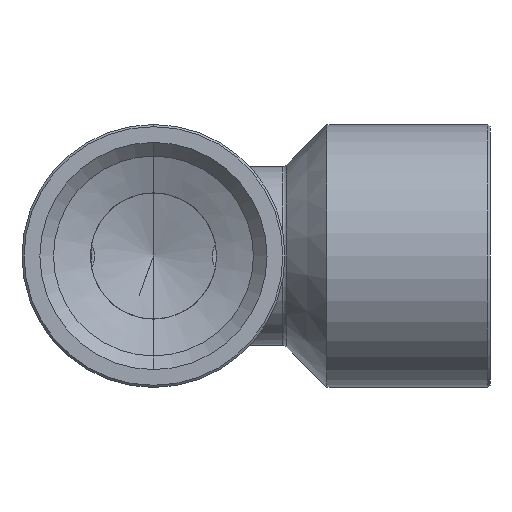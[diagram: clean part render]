
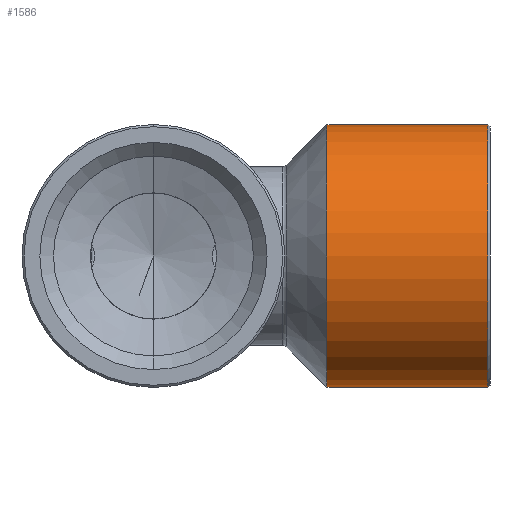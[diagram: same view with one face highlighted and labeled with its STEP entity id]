
A CAD part, front view. The second image highlights one B-rep face of the part: STEP entity #1586.
In plain terms, the highlighted cylindrical face has radius 12.5 mm (diameter 25 mm), a partial arc.
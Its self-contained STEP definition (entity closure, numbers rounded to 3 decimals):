
#132 = EDGE_LOOP ( 'NONE', ( #1193, #1194, #1190, #1196 ) ) ;
#295 = CIRCLE ( 'NONE', #296, 12.5 ) ;
#296 = AXIS2_PLACEMENT_3D ( 'NONE', #877, #878, #879 ) ;
#298 = CIRCLE ( 'NONE', #299, 12.5 ) ;
#299 = AXIS2_PLACEMENT_3D ( 'NONE', #888, #889, #890 ) ;
#352 = VECTOR ( 'NONE', #985, 1000. ) ;
#355 = VECTOR ( 'NONE', #990, 1000. ) ;
#372 = AXIS2_PLACEMENT_3D ( 'NONE', #1105, #1106, #1107 ) ;
#476 = CARTESIAN_POINT ( 'NONE',  ( 31.8, 0., -12.5 ) ) ;
#479 = CARTESIAN_POINT ( 'NONE',  ( 31.8, 0., 12.5 ) ) ;
#487 = CARTESIAN_POINT ( 'NONE',  ( 16.5, 0., 12.5 ) ) ;
#488 = CARTESIAN_POINT ( 'NONE',  ( 16.5, 0., -12.5 ) ) ;
#877 = CARTESIAN_POINT ( 'NONE',  ( 16.5, 0., 0. ) ) ;
#878 = DIRECTION ( 'NONE',  ( 1., 0., 0. ) ) ;
#879 = DIRECTION ( 'NONE',  ( 0., 0., -1. ) ) ;
#888 = CARTESIAN_POINT ( 'NONE',  ( 31.8, 0., 0. ) ) ;
#889 = DIRECTION ( 'NONE',  ( -1., 0., 0. ) ) ;
#890 = DIRECTION ( 'NONE',  ( 0., 0., 1. ) ) ;
#984 = CARTESIAN_POINT ( 'NONE',  ( -4.963, 0., -12.5 ) ) ;
#985 = DIRECTION ( 'NONE',  ( -1., 0., 0. ) ) ;
#989 = CARTESIAN_POINT ( 'NONE',  ( -4.963, 0., 12.5 ) ) ;
#990 = DIRECTION ( 'NONE',  ( -1., 0., 0. ) ) ;
#1105 = CARTESIAN_POINT ( 'NONE',  ( -4.963, 0., 0. ) ) ;
#1106 = DIRECTION ( 'NONE',  ( -1., 0., 0. ) ) ;
#1107 = DIRECTION ( 'NONE',  ( 0., 0., 1. ) ) ;
#1190 = ORIENTED_EDGE ( 'NONE', *, *, #1572, .T. ) ;
#1193 = ORIENTED_EDGE ( 'NONE', *, *, #1570, .F. ) ;
#1194 = ORIENTED_EDGE ( 'NONE', *, *, #1532, .T. ) ;
#1196 = ORIENTED_EDGE ( 'NONE', *, *, #1529, .T. ) ;
#1204 = VERTEX_POINT ( 'NONE', #476 ) ;
#1207 = VERTEX_POINT ( 'NONE', #479 ) ;
#1215 = VERTEX_POINT ( 'NONE', #487 ) ;
#1216 = VERTEX_POINT ( 'NONE', #488 ) ;
#1436 = LINE ( 'NONE', #984, #352 ) ;
#1437 = LINE ( 'NONE', #989, #355 ) ;
#1529 = EDGE_CURVE ( 'NONE', #1215, #1216, #295, .T. ) ;
#1532 = EDGE_CURVE ( 'NONE', #1204, #1207, #298, .T. ) ;
#1570 = EDGE_CURVE ( 'NONE', #1204, #1216, #1436, .T. ) ;
#1572 = EDGE_CURVE ( 'NONE', #1207, #1215, #1437, .T. ) ;
#1586 = ADVANCED_FACE ( 'NONE', ( #1597 ), #1598, .T. ) ;
#1597 = FACE_OUTER_BOUND ( 'NONE', #132, .T. ) ;
#1598 = CYLINDRICAL_SURFACE ( 'NONE', #372, 12.5 ) ;
